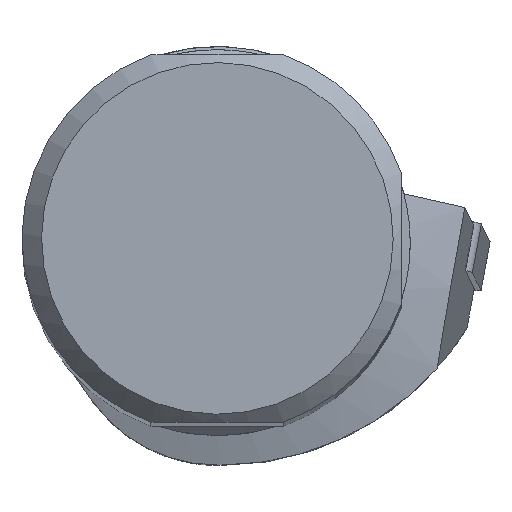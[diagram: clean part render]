
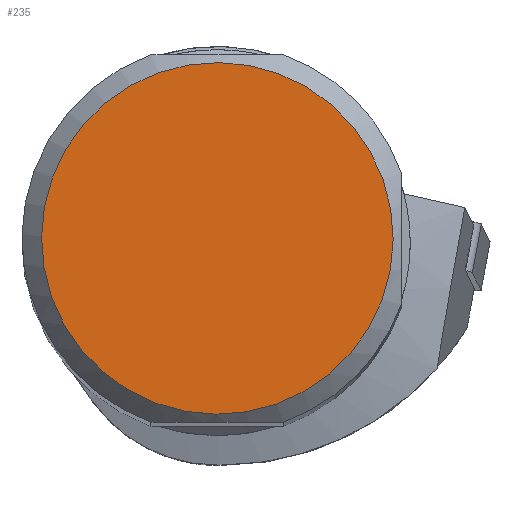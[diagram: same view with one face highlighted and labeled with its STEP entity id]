
A CAD part, top view. The second image highlights one B-rep face of the part: STEP entity #235.
In plain terms, the highlighted planar face has unit normal (0, 0, 1).
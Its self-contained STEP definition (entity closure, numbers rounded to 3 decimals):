
#174=FACE_OUTER_BOUND('',#502,.T.);
#235=ADVANCED_FACE('CU_SU_BP3',(#174),#283,.F.);
#283=PLANE('',#1343);
#502=EDGE_LOOP('',(#716));
#716=ORIENTED_EDGE('',*,*,#1085,.T.);
#950=VERTEX_POINT('',#2120);
#1085=EDGE_CURVE('',#950,#950,#1159,.T.);
#1159=CIRCLE('',#1336,22.489);
#1336=AXIS2_PLACEMENT_3D('',#2119,#1602,#1603);
#1343=AXIS2_PLACEMENT_3D('',#2153,#1618,#1619);
#1602=DIRECTION('',(0.,0.,1.));
#1603=DIRECTION('',(-0.983,0.181,0.));
#1618=DIRECTION('',(0.,0.,-1.));
#1619=DIRECTION('',(-0.983,0.181,0.));
#2119=CARTESIAN_POINT('',(0.,0.,
0.));
#2120=CARTESIAN_POINT('',(-22.116,4.08,0.));
#2153=CARTESIAN_POINT('',(-24.989,0.,0.));
